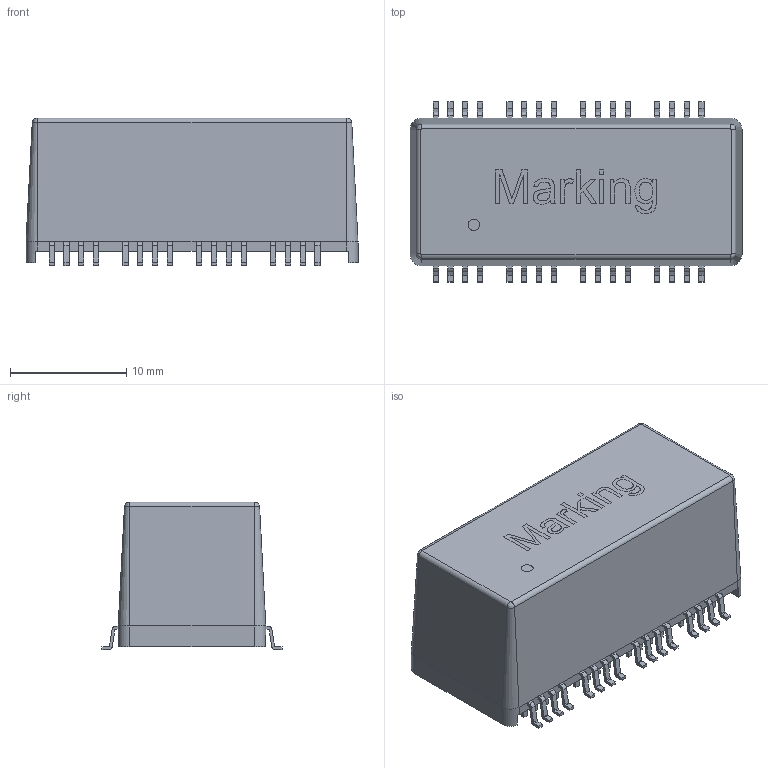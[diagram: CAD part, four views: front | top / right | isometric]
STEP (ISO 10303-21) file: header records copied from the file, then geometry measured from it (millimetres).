
FILE_DESCRIPTION( ( 'Unknown' ), '1' );
FILE_NAME( '749024012.stp', 'Unknown', ( 'Unknown' ), ( 'Unknown' ), 'PSStep 17.0.49', 'Unknown', ' ' );
FILE_SCHEMA( ( 'AUTOMOTIVE_DESIGN { 1 0 10303 214 1 1 1 1 }' ) );
Length unit declared in the file: millimetre
Products named in the file (1): 1
Bounding box: 28.57 x 15.49 x 12.7 mm (x, y, z)
Volume: 1010 mm3; surface area: 2523.8 mm2
Topology: 1 solids, 1 shells, 708 faces, 1861 edges, 1226 vertices
Faces by surface type: plane 527, cylinder 149, extrusion 16, cone 8, bspline 4, sphere 4
Full cylindrical faces by diameter (mm): 1 x1
Entity records: 27958 total; most frequent: CARTESIAN_POINT 4771, ORIENTED_EDGE 3710, DIRECTION 3427, EDGE_CURVE 1855, VECTOR 1437, LINE 1421, VERTEX_POINT 1226, AXIS2_PLACEMENT_3D 995
